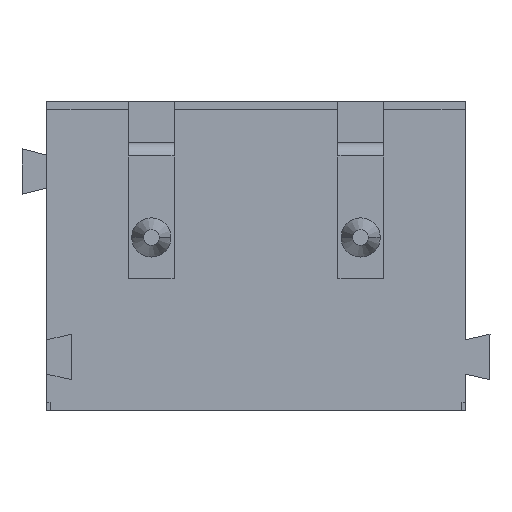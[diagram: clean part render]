
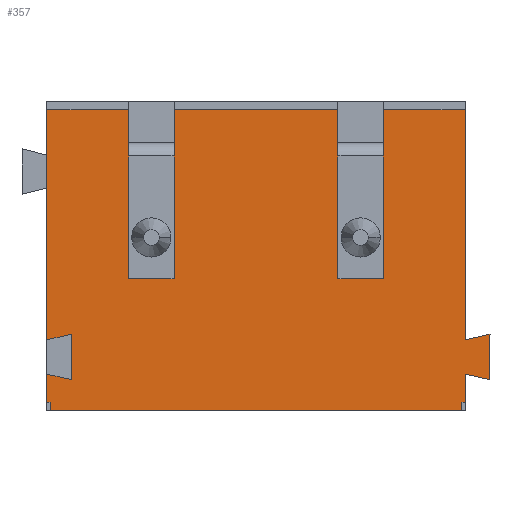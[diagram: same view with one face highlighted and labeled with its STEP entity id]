
A CAD part, front view. The second image highlights one B-rep face of the part: STEP entity #357.
In plain terms, the highlighted planar face has unit normal (0, -1, 0).
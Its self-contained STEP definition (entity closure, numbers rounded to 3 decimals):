
#357=ADVANCED_FACE('',(#746),#747,.T.);
#746=FACE_OUTER_BOUND('',#1157,.T.);
#747=PLANE('',#1158);
#1157=EDGE_LOOP('',(#2136,#2137,#2138,#2139,#2140,#2141,#2142,#2143,#2144,#2145,#2146,#2147,#2148,#2149,#2150,#2151,#2152,#2153,#2154,#2155,#2156,#2157,#2158,#2159));
#1158=AXIS2_PLACEMENT_3D('',#2160,#2161,#2162);
#2136=ORIENTED_EDGE('',*,*,#2706,.T.);
#2137=ORIENTED_EDGE('',*,*,#2774,.F.);
#2138=ORIENTED_EDGE('',*,*,#2749,.T.);
#2139=ORIENTED_EDGE('',*,*,#2760,.T.);
#2140=ORIENTED_EDGE('',*,*,#2765,.T.);
#2141=ORIENTED_EDGE('',*,*,#2791,.F.);
#2142=ORIENTED_EDGE('',*,*,#2792,.T.);
#2143=ORIENTED_EDGE('',*,*,#2779,.T.);
#2144=ORIENTED_EDGE('',*,*,#2787,.T.);
#2145=ORIENTED_EDGE('',*,*,#2782,.T.);
#2146=ORIENTED_EDGE('',*,*,#2793,.T.);
#2147=ORIENTED_EDGE('',*,*,#2794,.T.);
#2148=ORIENTED_EDGE('',*,*,#2795,.F.);
#2149=ORIENTED_EDGE('',*,*,#2796,.T.);
#2150=ORIENTED_EDGE('',*,*,#2797,.T.);
#2151=ORIENTED_EDGE('',*,*,#2798,.T.);
#2152=ORIENTED_EDGE('',*,*,#2799,.T.);
#2153=ORIENTED_EDGE('',*,*,#2800,.T.);
#2154=ORIENTED_EDGE('',*,*,#2801,.F.);
#2155=ORIENTED_EDGE('',*,*,#2802,.F.);
#2156=ORIENTED_EDGE('',*,*,#2803,.T.);
#2157=ORIENTED_EDGE('',*,*,#2728,.F.);
#2158=ORIENTED_EDGE('',*,*,#2708,.T.);
#2159=ORIENTED_EDGE('',*,*,#2699,.T.);
#2160=CARTESIAN_POINT('',(-5.08,0.,3.75));
#2161=DIRECTION('',(0.0,-1.0,0.0));
#2162=DIRECTION('',(0.,0.0,-1.0));
#2699=EDGE_CURVE('',#3292,#3293,#3294,.T.);
#2706=EDGE_CURVE('',#3293,#3302,#3304,.T.);
#2708=EDGE_CURVE('',#3306,#3292,#3307,.T.);
#2728=EDGE_CURVE('',#3306,#3341,#3342,.T.);
#2749=EDGE_CURVE('',#3371,#3369,#3372,.T.);
#2760=EDGE_CURVE('',#3369,#3385,#3386,.T.);
#2765=EDGE_CURVE('',#3385,#3391,#3393,.T.);
#2774=EDGE_CURVE('',#3371,#3302,#3403,.T.);
#2779=EDGE_CURVE('',#3406,#3410,#3412,.T.);
#2782=EDGE_CURVE('',#3417,#3414,#3418,.T.);
#2787=EDGE_CURVE('',#3410,#3417,#3424,.T.);
#2791=EDGE_CURVE('',#3428,#3391,#3429,.T.);
#2792=EDGE_CURVE('',#3428,#3406,#3430,.T.);
#2793=EDGE_CURVE('',#3414,#3431,#3432,.T.);
#2794=EDGE_CURVE('',#3431,#3433,#3434,.T.);
#2795=EDGE_CURVE('',#3435,#3433,#3436,.T.);
#2796=EDGE_CURVE('',#3435,#3437,#3438,.T.);
#2797=EDGE_CURVE('',#3437,#3439,#3440,.T.);
#2798=EDGE_CURVE('',#3439,#3441,#3442,.T.);
#2799=EDGE_CURVE('',#3441,#3443,#3444,.T.);
#2800=EDGE_CURVE('',#3443,#3445,#3446,.T.);
#2801=EDGE_CURVE('',#3447,#3445,#3448,.T.);
#2802=EDGE_CURVE('',#3449,#3447,#3450,.T.);
#2803=EDGE_CURVE('',#3449,#3341,#3451,.T.);
#3292=VERTEX_POINT('',#4107);
#3293=VERTEX_POINT('',#4108);
#3294=LINE('',#4109,#4110);
#3302=VERTEX_POINT('',#4122);
#3304=LINE('',#4125,#4126);
#3306=VERTEX_POINT('',#4128);
#3307=LINE('',#4129,#4130);
#3341=VERTEX_POINT('',#4180);
#3342=LINE('',#4181,#4182);
#3369=VERTEX_POINT('',#4222);
#3371=VERTEX_POINT('',#4225);
#3372=LINE('',#4226,#4227);
#3385=VERTEX_POINT('',#4244);
#3386=LINE('',#4245,#4246);
#3391=VERTEX_POINT('',#4253);
#3393=LINE('',#4256,#4257);
#3403=LINE('',#4271,#4272);
#3406=VERTEX_POINT('',#4275);
#3410=VERTEX_POINT('',#4281);
#3412=LINE('',#4284,#4285);
#3414=VERTEX_POINT('',#4287);
#3417=VERTEX_POINT('',#4291);
#3418=LINE('',#4292,#4293);
#3424=LINE('',#4302,#4303);
#3428=VERTEX_POINT('',#4308);
#3429=LINE('',#4309,#4310);
#3430=LINE('',#4311,#4312);
#3431=VERTEX_POINT('',#4313);
#3432=LINE('',#4314,#4315);
#3433=VERTEX_POINT('',#4316);
#3434=LINE('',#4317,#4318);
#3435=VERTEX_POINT('',#4319);
#3436=LINE('',#4320,#4321);
#3437=VERTEX_POINT('',#4322);
#3438=LINE('',#4323,#4324);
#3439=VERTEX_POINT('',#4325);
#3440=LINE('',#4326,#4327);
#3441=VERTEX_POINT('',#4328);
#3442=LINE('',#4329,#4330);
#3443=VERTEX_POINT('',#4331);
#3444=LINE('',#4332,#4333);
#3445=VERTEX_POINT('',#4334);
#3446=LINE('',#4335,#4336);
#3447=VERTEX_POINT('',#4337);
#3448=LINE('',#4338,#4339);
#3449=VERTEX_POINT('',#4340);
#3450=LINE('',#4341,#4342);
#3451=LINE('',#4343,#4344);
#4107=CARTESIAN_POINT('',(3.09,0.,3.2));
#4108=CARTESIAN_POINT('',(1.99,0.,3.2));
#4109=CARTESIAN_POINT('',(-1.27,0.,3.2));
#4110=VECTOR('',#4844,1.0);
#4122=CARTESIAN_POINT('',(1.99,0.,7.3));
#4125=CARTESIAN_POINT('',(1.99,0.,5.975));
#4126=VECTOR('',#4850,1.0);
#4128=CARTESIAN_POINT('',(3.09,0.,7.3));
#4129=CARTESIAN_POINT('',(3.09,0.,5.975));
#4130=VECTOR('',#4851,1.0);
#4180=CARTESIAN_POINT('',(5.08,0.,7.3));
#4181=CARTESIAN_POINT('',(-5.08,0.,7.3));
#4182=VECTOR('',#4868,1.0);
#4222=CARTESIAN_POINT('',(-1.99,0.,3.2));
#4225=CARTESIAN_POINT('',(-1.99,0.,7.3));
#4226=CARTESIAN_POINT('',(-1.99,0.,5.975));
#4227=VECTOR('',#4883,1.0);
#4244=CARTESIAN_POINT('',(-3.09,0.,3.2));
#4245=CARTESIAN_POINT('',(-3.81,0.,3.2));
#4246=VECTOR('',#4894,1.0);
#4253=CARTESIAN_POINT('',(-3.09,0.,7.3));
#4256=CARTESIAN_POINT('',(-3.09,0.,5.975));
#4257=VECTOR('',#4898,1.0);
#4271=CARTESIAN_POINT('',(-5.08,0.,7.3));
#4272=VECTOR('',#4903,1.0);
#4275=CARTESIAN_POINT('',(-5.08,0.,1.718));
#4281=CARTESIAN_POINT('',(-4.48,0.,1.85));
#4284=CARTESIAN_POINT('',(-4.736,0.,1.793));
#4285=VECTOR('',#4907,1.0);
#4287=CARTESIAN_POINT('',(-5.08,0.,0.882));
#4291=CARTESIAN_POINT('',(-4.48,0.,0.75));
#4292=CARTESIAN_POINT('',(-5.252,0.,0.92));
#4293=VECTOR('',#4909,1.0);
#4302=CARTESIAN_POINT('',(-4.48,0.,2.525));
#4303=VECTOR('',#4913,1.0);
#4308=CARTESIAN_POINT('',(-5.08,0.,7.3));
#4309=CARTESIAN_POINT('',(-5.08,0.,7.3));
#4310=VECTOR('',#4915,1.0);
#4311=CARTESIAN_POINT('',(-5.08,0.,7.3));
#4312=VECTOR('',#4916,1.0);
#4313=CARTESIAN_POINT('',(-5.08,0.,0.2));
#4314=CARTESIAN_POINT('',(-5.08,0.,7.3));
#4315=VECTOR('',#4917,1.0);
#4316=CARTESIAN_POINT('',(-5.,0.,0.2));
#4317=CARTESIAN_POINT('',(-5.08,0.,0.2));
#4318=VECTOR('',#4918,1.0);
#4319=CARTESIAN_POINT('',(-5.,0.0,0.0));
#4320=CARTESIAN_POINT('',(-5.,0.0,0.0));
#4321=VECTOR('',#4919,1.0);
#4322=CARTESIAN_POINT('',(5.,0.0,0.0));
#4323=CARTESIAN_POINT('',(-5.,0.0,0.0));
#4324=VECTOR('',#4920,1.0);
#4325=CARTESIAN_POINT('',(5.,0.,0.2));
#4326=CARTESIAN_POINT('',(5.,0.0,0.0));
#4327=VECTOR('',#4921,1.0);
#4328=CARTESIAN_POINT('',(5.08,0.,0.2));
#4329=CARTESIAN_POINT('',(-5.08,0.,0.2));
#4330=VECTOR('',#4922,1.0);
#4331=CARTESIAN_POINT('',(5.08,0.,0.882));
#4332=CARTESIAN_POINT('',(5.08,0.,7.3));
#4333=VECTOR('',#4923,1.0);
#4334=CARTESIAN_POINT('',(5.68,0.,0.75));
#4335=CARTESIAN_POINT('',(5.,0.,0.9));
#4336=VECTOR('',#4924,1.0);
#4337=CARTESIAN_POINT('',(5.68,0.,1.85));
#4338=CARTESIAN_POINT('',(5.68,0.,1.85));
#4339=VECTOR('',#4925,1.0);
#4340=CARTESIAN_POINT('',(5.08,0.,1.718));
#4341=CARTESIAN_POINT('',(5.,0.,1.7));
#4342=VECTOR('',#4926,1.0);
#4343=CARTESIAN_POINT('',(5.08,0.,7.3));
#4344=VECTOR('',#4927,1.0);
#4844=DIRECTION('',(-1.0,0.0,0.0));
#4850=DIRECTION('',(-0.0,0.0,1.0));
#4851=DIRECTION('',(-0.0,-0.0,-1.0));
#4868=DIRECTION('',(1.0,0.0,0.));
#4883=DIRECTION('',(-0.0,-0.0,-1.0));
#4894=DIRECTION('',(-1.0,0.0,0.0));
#4898=DIRECTION('',(-0.0,0.0,1.0));
#4903=DIRECTION('',(1.0,0.0,0.));
#4907=DIRECTION('',(0.977,0.0,0.215));
#4909=DIRECTION('',(-0.977,0.0,0.215));
#4913=DIRECTION('',(0.,-0.0,-1.));
#4915=DIRECTION('',(1.0,0.0,0.));
#4916=DIRECTION('',(0.,0.0,-1.0));
#4917=DIRECTION('',(0.,0.0,-1.0));
#4918=DIRECTION('',(1.0,0.0,0.));
#4919=DIRECTION('',(0.0,0.,1.0));
#4920=DIRECTION('',(1.0,0.0,0.0));
#4921=DIRECTION('',(0.0,0.,1.0));
#4922=DIRECTION('',(1.0,0.0,0.));
#4923=DIRECTION('',(0.,-0.0,1.0));
#4924=DIRECTION('',(0.977,0.,-0.215));
#4925=DIRECTION('',(0.,0.,-1.));
#4926=DIRECTION('',(0.977,0.,0.215));
#4927=DIRECTION('',(0.,-0.0,1.0));
